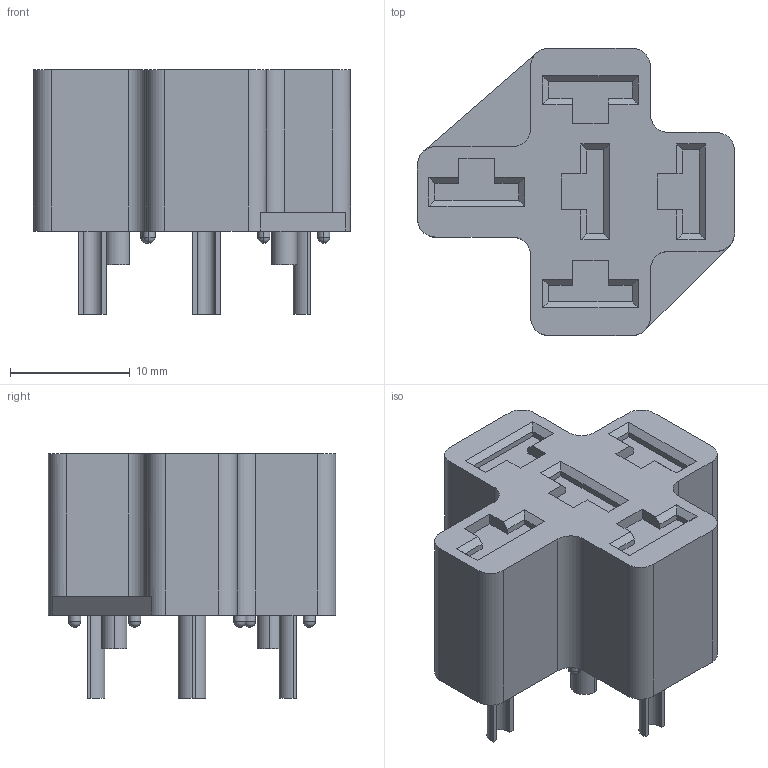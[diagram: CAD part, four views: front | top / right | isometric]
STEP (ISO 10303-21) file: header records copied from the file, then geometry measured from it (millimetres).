
FILE_DESCRIPTION((''),'2;1');
FILE_NAME('C-1393310-3','2011-03-29T',('workeradm'),('Tyco Electronics Ltd.'),'PRO/ENGINEER BY PARAMETRIC TECHNOLOGY CORPORATION, 2009300','PRO/ENGINEER BY PARAMETRIC TECHNOLOGY CORPORATION, 2009300','');
FILE_SCHEMA(('AUTOMOTIVE_DESIGN { 1 0 10303 214 1 1 1 1 }'));
Length unit declared in the file: inch
Products named in the file (1): C-1393310-3
Bounding box: 26.49 x 24 x 20.45 mm (x, y, z)
Volume: 5177.7 mm3; surface area: 2524.1 mm2
Topology: 1 solids, 1 shells, 183 faces, 471 edges, 294 vertices
Faces by surface type: plane 125, cylinder 42, sphere 16
Entity records: 5667 total; most frequent: CARTESIAN_POINT 934, DIRECTION 925, ORIENTED_EDGE 910, EDGE_CURVE 455, VECTOR 351, LINE 351, VERTEX_POINT 294, AXIS2_PLACEMENT_3D 287
